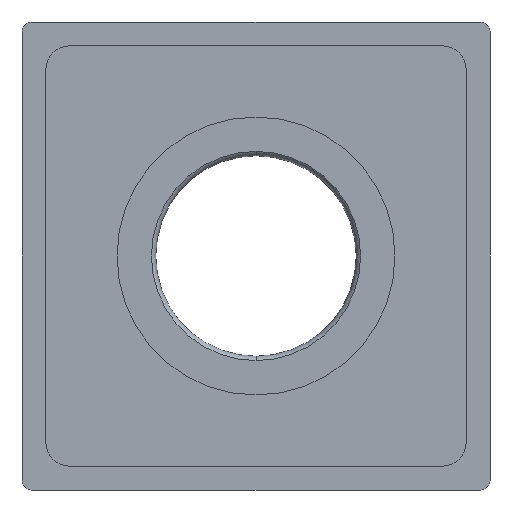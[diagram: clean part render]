
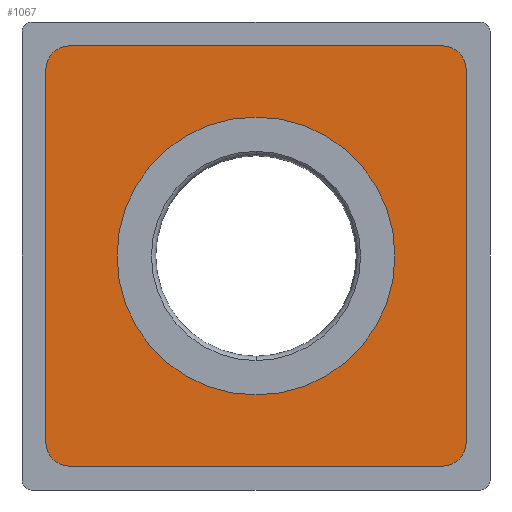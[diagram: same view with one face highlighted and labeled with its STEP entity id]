
A CAD part, front view. The second image highlights one B-rep face of the part: STEP entity #1067.
In plain terms, the highlighted planar face has unit normal (0, -1, 0).
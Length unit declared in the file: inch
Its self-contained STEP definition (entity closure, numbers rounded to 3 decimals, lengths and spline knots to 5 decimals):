
#306=CARTESIAN_POINT('',(0.975,0.225,0.975));
#307=DIRECTION('',(0.,-1.,0.));
#308=DIRECTION('',(1.,0.,0.));
#309=AXIS2_PLACEMENT_3D('',#306,#307,#308);
#311=DIRECTION('',(0.,0.,-1.));
#312=VECTOR('',#311,1.95);
#313=CARTESIAN_POINT('',(1.1,0.225,0.975));
#314=LINE('',#313,#312);
#315=CARTESIAN_POINT('',(0.975,0.225,-0.975));
#316=DIRECTION('',(0.,-1.,0.));
#317=DIRECTION('',(0.,0.,-1.));
#318=AXIS2_PLACEMENT_3D('',#315,#316,#317);
#320=DIRECTION('',(-1.,0.,0.));
#321=VECTOR('',#320,1.95);
#322=CARTESIAN_POINT('',(0.975,0.225,-1.1));
#323=LINE('',#322,#321);
#324=CARTESIAN_POINT('',(-0.975,0.225,-0.975));
#325=DIRECTION('',(0.,-1.,0.));
#326=DIRECTION('',(-1.,0.,0.));
#327=AXIS2_PLACEMENT_3D('',#324,#325,#326);
#329=DIRECTION('',(0.,0.,1.));
#330=VECTOR('',#329,1.95);
#331=CARTESIAN_POINT('',(-1.1,0.225,-0.975));
#332=LINE('',#331,#330);
#333=CARTESIAN_POINT('',(-0.975,0.225,0.975));
#334=DIRECTION('',(0.,-1.,0.));
#335=DIRECTION('',(0.,0.,1.));
#336=AXIS2_PLACEMENT_3D('',#333,#334,#335);
#338=DIRECTION('',(1.,0.,0.));
#339=VECTOR('',#338,1.95);
#340=CARTESIAN_POINT('',(-0.975,0.225,1.1));
#341=LINE('',#340,#339);
#342=CARTESIAN_POINT('',(0.,0.225,0.));
#343=DIRECTION('',(0.,-1.,0.));
#344=DIRECTION('',(1.,0.,0.));
#345=AXIS2_PLACEMENT_3D('',#342,#343,#344);
#347=CARTESIAN_POINT('',(0.,0.225,0.));
#348=DIRECTION('',(0.,-1.,0.));
#349=DIRECTION('',(-1.,0.,0.));
#350=AXIS2_PLACEMENT_3D('',#347,#348,#349);
#418=CARTESIAN_POINT('',(0.7275,0.225,0.));
#419=CARTESIAN_POINT('',(-0.7275,0.225,0.));
#420=VERTEX_POINT('',#418);
#421=VERTEX_POINT('',#419);
#478=CARTESIAN_POINT('',(1.1,0.225,0.975));
#480=VERTEX_POINT('',#478);
#482=CARTESIAN_POINT('',(0.975,0.225,1.1));
#483=VERTEX_POINT('',#482);
#486=CARTESIAN_POINT('',(-0.975,0.225,1.1));
#488=VERTEX_POINT('',#486);
#490=CARTESIAN_POINT('',(-1.1,0.225,0.975));
#491=VERTEX_POINT('',#490);
#494=CARTESIAN_POINT('',(0.975,0.225,-1.1));
#496=VERTEX_POINT('',#494);
#498=CARTESIAN_POINT('',(1.1,0.225,-0.975));
#499=VERTEX_POINT('',#498);
#502=CARTESIAN_POINT('',(-1.1,0.225,-0.975));
#504=VERTEX_POINT('',#502);
#506=CARTESIAN_POINT('',(-0.975,0.225,-1.1));
#507=VERTEX_POINT('',#506);
#1046=CARTESIAN_POINT('',(0.,0.225,0.));
#1047=DIRECTION('',(0.,1.,0.));
#1048=DIRECTION('',(1.,0.,0.));
#1049=AXIS2_PLACEMENT_3D('',#1046,#1047,#1048);
#1050=PLANE('',#1049);
#1051=ORIENTED_EDGE('',*,*,#956,.F.);
#1052=ORIENTED_EDGE('',*,*,#972,.T.);
#1053=ORIENTED_EDGE('',*,*,#984,.F.);
#1054=ORIENTED_EDGE('',*,*,#1000,.T.);
#1055=ORIENTED_EDGE('',*,*,#1012,.F.);
#1056=ORIENTED_EDGE('',*,*,#1026,.T.);
#1057=ORIENTED_EDGE('',*,*,#1039,.F.);
#1058=ORIENTED_EDGE('',*,*,#941,.T.);
#1059=EDGE_LOOP('',(#1051,#1052,#1053,#1054,#1055,#1056,#1057,#1058));
#1060=FACE_OUTER_BOUND('',#1059,.F.);
#1062=ORIENTED_EDGE('',*,*,#1061,.T.);
#1064=ORIENTED_EDGE('',*,*,#1063,.T.);
#1065=EDGE_LOOP('',(#1062,#1064));
#1066=FACE_BOUND('',#1065,.F.);
#1067=ADVANCED_FACE('',(#1060,#1066),#1050,.F.);
#310=CIRCLE('',#309,0.125);
#319=CIRCLE('',#318,0.125);
#328=CIRCLE('',#327,0.125);
#337=CIRCLE('',#336,0.125);
#346=CIRCLE('',#345,0.7275);
#351=CIRCLE('',#350,0.7275);
#941=EDGE_CURVE('',#488,#483,#341,.T.);
#956=EDGE_CURVE('',#480,#483,#310,.T.);
#972=EDGE_CURVE('',#480,#499,#314,.T.);
#984=EDGE_CURVE('',#496,#499,#319,.T.);
#1000=EDGE_CURVE('',#496,#507,#323,.T.);
#1012=EDGE_CURVE('',#504,#507,#328,.T.);
#1026=EDGE_CURVE('',#504,#491,#332,.T.);
#1039=EDGE_CURVE('',#488,#491,#337,.T.);
#1061=EDGE_CURVE('',#420,#421,#346,.T.);
#1063=EDGE_CURVE('',#421,#420,#351,.T.);
